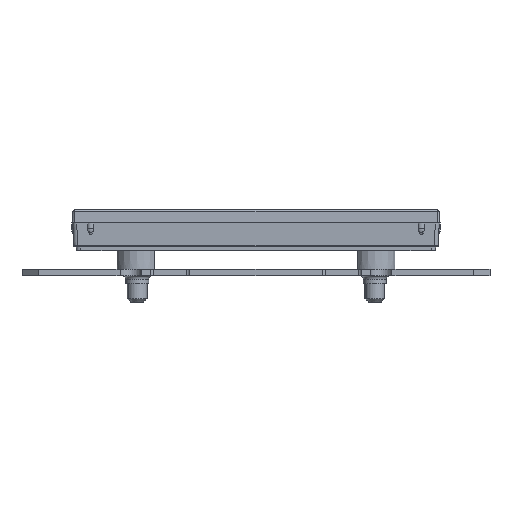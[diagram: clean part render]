
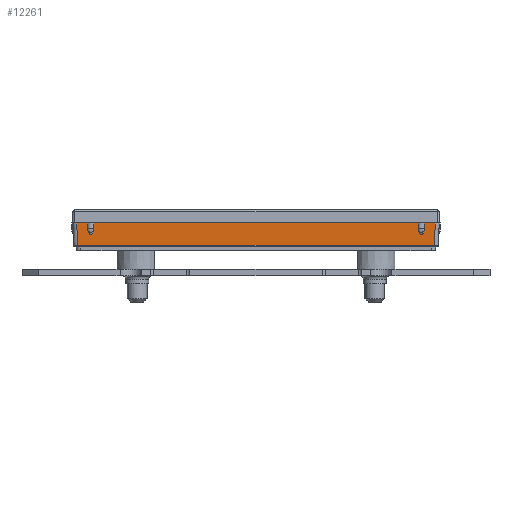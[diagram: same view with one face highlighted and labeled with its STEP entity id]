
A CAD part, front view. The second image highlights one B-rep face of the part: STEP entity #12261.
In plain terms, the highlighted face is planar.
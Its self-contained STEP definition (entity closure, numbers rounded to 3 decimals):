
#2334=DIRECTION('',(-1.,0.,0.));
#2335=VECTOR('',#2334,49.206);
#2336=CARTESIAN_POINT('',(24.603,4.2,27.75));
#2337=LINE('5719',#2336,#2335);
#2390=DIRECTION('',(-1.,0.,0.));
#2391=VECTOR('',#2390,1.653);
#2392=CARTESIAN_POINT('',(-25.497,4.2,27.75));
#2393=LINE('5734',#2392,#2391);
#2472=DIRECTION('',(-1.,0.,0.));
#2473=VECTOR('',#2472,1.653);
#2474=CARTESIAN_POINT('',(27.15,4.2,27.75));
#2475=LINE('5733',#2474,#2473);
#2494=DIRECTION('',(-1.,0.,0.));
#2495=VECTOR('',#2494,54.063);
#2496=CARTESIAN_POINT('',(27.031,0.793,27.631));
#2497=LINE('9411',#2496,#2495);
#2498=DIRECTION('',(-0.035,0.999,0.035));
#2499=VECTOR('',#2498,3.411);
#2500=CARTESIAN_POINT('',(-27.031,0.793,
27.631));
#2501=LINE('9424',#2500,#2499);
#2502=CARTESIAN_POINT('',(-25.497,4.2,27.75));
#2503=CARTESIAN_POINT('',(-25.506,3.933,27.741));
#2504=CARTESIAN_POINT('',(-25.513,3.667,27.731));
#2505=CARTESIAN_POINT('',(-25.521,3.4,27.722));
#2507=CARTESIAN_POINT('',(-25.521,3.4,27.722));
#2508=CARTESIAN_POINT('',(-25.522,3.368,27.721));
#2509=CARTESIAN_POINT('',(-25.522,3.304,27.719));
#2510=CARTESIAN_POINT('',(-25.516,3.21,27.715));
#2511=CARTESIAN_POINT('',(-25.506,3.119,27.712));
#2512=CARTESIAN_POINT('',(-25.491,3.033,27.709));
#2513=CARTESIAN_POINT('',(-25.471,2.952,27.706));
#2514=CARTESIAN_POINT('',(-25.455,2.903,27.705));
#2515=CARTESIAN_POINT('',(-25.447,2.88,27.704));
#2517=CARTESIAN_POINT('',(-24.653,2.88,27.704));
#2518=CARTESIAN_POINT('',(-24.686,2.791,27.701));
#2519=CARTESIAN_POINT('',(-24.753,2.65,27.696));
#2520=CARTESIAN_POINT('',(-24.885,2.469,27.69));
#2521=CARTESIAN_POINT('',(-25.05,2.388,27.687));
#2522=CARTESIAN_POINT('',(-25.215,2.469,27.69));
#2523=CARTESIAN_POINT('',(-25.347,2.65,27.696));
#2524=CARTESIAN_POINT('',(-25.414,2.791,27.701));
#2525=CARTESIAN_POINT('',(-25.447,2.88,27.704));
#2527=CARTESIAN_POINT('',(-24.653,2.88,27.704));
#2528=CARTESIAN_POINT('',(-24.645,2.904,27.705));
#2529=CARTESIAN_POINT('',(-24.629,2.952,27.706));
#2530=CARTESIAN_POINT('',(-24.609,3.033,27.709));
#2531=CARTESIAN_POINT('',(-24.594,3.12,27.712));
#2532=CARTESIAN_POINT('',(-24.584,3.211,27.715));
#2533=CARTESIAN_POINT('',(-24.578,3.304,27.719));
#2534=CARTESIAN_POINT('',(-24.578,3.368,27.721));
#2535=CARTESIAN_POINT('',(-24.579,3.4,27.722));
#2537=CARTESIAN_POINT('',(-24.603,4.2,27.75));
#2538=CARTESIAN_POINT('',(-24.594,3.933,27.741));
#2539=CARTESIAN_POINT('',(-24.587,3.667,27.731));
#2540=CARTESIAN_POINT('',(-24.579,3.4,27.722));
#2542=CARTESIAN_POINT('',(24.603,4.2,27.75));
#2543=CARTESIAN_POINT('',(24.594,3.933,27.741));
#2544=CARTESIAN_POINT('',(24.587,3.667,27.731));
#2545=CARTESIAN_POINT('',(24.579,3.4,27.722));
#2547=CARTESIAN_POINT('',(24.579,3.4,27.722));
#2548=CARTESIAN_POINT('',(24.578,3.368,27.721));
#2549=CARTESIAN_POINT('',(24.578,3.304,27.719));
#2550=CARTESIAN_POINT('',(24.584,3.21,27.715));
#2551=CARTESIAN_POINT('',(24.594,3.119,27.712));
#2552=CARTESIAN_POINT('',(24.609,3.033,27.709));
#2553=CARTESIAN_POINT('',(24.629,2.952,27.706));
#2554=CARTESIAN_POINT('',(24.645,2.903,27.705));
#2555=CARTESIAN_POINT('',(24.653,2.88,27.704));
#2557=CARTESIAN_POINT('',(25.447,2.88,27.704));
#2558=CARTESIAN_POINT('',(25.414,2.791,27.701));
#2559=CARTESIAN_POINT('',(25.347,2.65,27.696));
#2560=CARTESIAN_POINT('',(25.215,2.469,27.69));
#2561=CARTESIAN_POINT('',(25.05,2.388,27.687));
#2562=CARTESIAN_POINT('',(24.885,2.469,27.69));
#2563=CARTESIAN_POINT('',(24.753,2.65,27.696));
#2564=CARTESIAN_POINT('',(24.686,2.791,27.701));
#2565=CARTESIAN_POINT('',(24.653,2.88,27.704));
#2567=CARTESIAN_POINT('',(25.447,2.88,27.704));
#2568=CARTESIAN_POINT('',(25.455,2.904,27.705));
#2569=CARTESIAN_POINT('',(25.471,2.952,27.706));
#2570=CARTESIAN_POINT('',(25.491,3.033,27.709));
#2571=CARTESIAN_POINT('',(25.506,3.12,27.712));
#2572=CARTESIAN_POINT('',(25.516,3.211,27.715));
#2573=CARTESIAN_POINT('',(25.522,3.304,27.719));
#2574=CARTESIAN_POINT('',(25.522,3.368,27.721));
#2575=CARTESIAN_POINT('',(25.521,3.4,27.722));
#2577=CARTESIAN_POINT('',(25.497,4.2,27.75));
#2578=CARTESIAN_POINT('',(25.506,3.933,27.741));
#2579=CARTESIAN_POINT('',(25.513,3.667,27.731));
#2580=CARTESIAN_POINT('',(25.521,3.4,27.722));
#2582=DIRECTION('',(0.035,0.999,0.035));
#2583=VECTOR('',#2582,3.411);
#2584=CARTESIAN_POINT('',(27.031,0.793,27.631));
#2585=LINE('9423',#2584,#2583);
#3496=CARTESIAN_POINT('',(27.031,0.793,27.631));
#3498=CARTESIAN_POINT('',(27.15,4.2,27.75));
#4097=CARTESIAN_POINT('',(-27.15,4.2,27.75));
#8655=VERTEX_POINT('',#4097);
#8656=VERTEX_POINT('',#3498);
#8678=CARTESIAN_POINT('',(24.603,4.2,27.75));
#8679=CARTESIAN_POINT('',(-24.603,4.2,27.75));
#8680=VERTEX_POINT('',#8678);
#8681=VERTEX_POINT('',#8679);
#8714=CARTESIAN_POINT('',(25.497,4.2,27.75));
#8715=VERTEX_POINT('',#8714);
#8716=CARTESIAN_POINT('',(-25.497,4.2,27.75));
#8717=VERTEX_POINT('',#8716);
#8726=VERTEX_POINT('',#2540);
#8727=VERTEX_POINT('',#2505);
#8728=VERTEX_POINT('',#2580);
#8729=VERTEX_POINT('',#2545);
#8730=VERTEX_POINT('',#2527);
#8731=VERTEX_POINT('',#2515);
#8732=VERTEX_POINT('',#2567);
#8733=VERTEX_POINT('',#2555);
#8765=VERTEX_POINT('',#3496);
#8768=CARTESIAN_POINT('',(-27.031,0.793,
27.631));
#8769=VERTEX_POINT('',#8768);
#12225=CARTESIAN_POINT('',(27.75,4.2,27.75));
#12226=DIRECTION('',(0.,0.035,-0.999));
#12227=DIRECTION('',(1.,0.,0.));
#12228=AXIS2_PLACEMENT_3D('',#12225,#12226,#12227);
#12229=PLANE('4609',#12228);
#12231=ORIENTED_EDGE('9411',*,*,#12230,.T.);
#12233=ORIENTED_EDGE('9424',*,*,#12232,.T.);
#12234=ORIENTED_EDGE('5734',*,*,#12089,.F.);
#12236=ORIENTED_EDGE('5746',*,*,#12235,.T.);
#12238=ORIENTED_EDGE('5750',*,*,#12237,.T.);
#12240=ORIENTED_EDGE('5753',*,*,#12239,.F.);
#12242=ORIENTED_EDGE('5749',*,*,#12241,.T.);
#12244=ORIENTED_EDGE('5745',*,*,#12243,.F.);
#12245=ORIENTED_EDGE('5719',*,*,#11978,.F.);
#12247=ORIENTED_EDGE('5748',*,*,#12246,.T.);
#12249=ORIENTED_EDGE('5752',*,*,#12248,.T.);
#12251=ORIENTED_EDGE('5754',*,*,#12250,.F.);
#12253=ORIENTED_EDGE('5751',*,*,#12252,.T.);
#12255=ORIENTED_EDGE('5747',*,*,#12254,.F.);
#12256=ORIENTED_EDGE('5733',*,*,#12200,.F.);
#12258=ORIENTED_EDGE('9423',*,*,#12257,.F.);
#12259=EDGE_LOOP('4609',(#12231,#12233,#12234,#12236,#12238,#12240,#12242,
#12244,#12245,#12247,#12249,#12251,#12253,#12255,#12256,#12258));
#12260=FACE_OUTER_BOUND('4609',#12259,.F.);
#12261=ADVANCED_FACE('4609',(#12260),#12229,.F.);
#2506=B_SPLINE_CURVE_WITH_KNOTS('5746',3,(#2502,#2503,#2504,#2505),
.UNSPECIFIED.,.F.,.F.,(4,4),(0.,1.),.UNSPECIFIED.);
#2516=B_SPLINE_CURVE_WITH_KNOTS('5750',3,(#2507,#2508,#2509,#2510,#2511,#2512,
#2513,#2514,#2515),.UNSPECIFIED.,.F.,.F.,(4,1,1,1,1,1,4),(0.,
0.167,0.333,0.5,0.667,0.833,
1.),.UNSPECIFIED.);
#2526=B_SPLINE_CURVE_WITH_KNOTS('5753',3,(#2517,#2518,#2519,#2520,#2521,#2522,
#2523,#2524,#2525),.UNSPECIFIED.,.F.,.F.,(4,1,1,1,1,1,4),(0.,0.125,0.25,
0.5,0.75,0.875,1.),.UNSPECIFIED.);
#2536=B_SPLINE_CURVE_WITH_KNOTS('5749',3,(#2527,#2528,#2529,#2530,#2531,#2532,
#2533,#2534,#2535),.UNSPECIFIED.,.F.,.F.,(4,1,1,1,1,1,4),(0.,
0.167,0.333,0.5,0.667,0.833,
1.),.UNSPECIFIED.);
#2541=B_SPLINE_CURVE_WITH_KNOTS('5745',3,(#2537,#2538,#2539,#2540),
.UNSPECIFIED.,.F.,.F.,(4,4),(0.,1.),.UNSPECIFIED.);
#2546=B_SPLINE_CURVE_WITH_KNOTS('5748',3,(#2542,#2543,#2544,#2545),
.UNSPECIFIED.,.F.,.F.,(4,4),(0.,1.),.UNSPECIFIED.);
#2556=B_SPLINE_CURVE_WITH_KNOTS('5752',3,(#2547,#2548,#2549,#2550,#2551,#2552,
#2553,#2554,#2555),.UNSPECIFIED.,.F.,.F.,(4,1,1,1,1,1,4),(0.,
0.167,0.333,0.5,0.667,0.833,
1.),.UNSPECIFIED.);
#2566=B_SPLINE_CURVE_WITH_KNOTS('5754',3,(#2557,#2558,#2559,#2560,#2561,#2562,
#2563,#2564,#2565),.UNSPECIFIED.,.F.,.F.,(4,1,1,1,1,1,4),(0.,0.125,0.25,
0.5,0.75,0.875,1.),.UNSPECIFIED.);
#2576=B_SPLINE_CURVE_WITH_KNOTS('5751',3,(#2567,#2568,#2569,#2570,#2571,#2572,
#2573,#2574,#2575),.UNSPECIFIED.,.F.,.F.,(4,1,1,1,1,1,4),(0.,
0.167,0.333,0.5,0.667,0.833,
1.),.UNSPECIFIED.);
#2581=B_SPLINE_CURVE_WITH_KNOTS('5747',3,(#2577,#2578,#2579,#2580),
.UNSPECIFIED.,.F.,.F.,(4,4),(0.,1.),.UNSPECIFIED.);
#11978=EDGE_CURVE('5719',#8680,#8681,#2337,.T.);
#12089=EDGE_CURVE('5734',#8717,#8655,#2393,.T.);
#12200=EDGE_CURVE('5733',#8656,#8715,#2475,.T.);
#12230=EDGE_CURVE('9411',#8765,#8769,#2497,.T.);
#12232=EDGE_CURVE('9424',#8769,#8655,#2501,.T.);
#12235=EDGE_CURVE('5746',#8717,#8727,#2506,.T.);
#12237=EDGE_CURVE('5750',#8727,#8731,#2516,.T.);
#12239=EDGE_CURVE('5753',#8730,#8731,#2526,.T.);
#12241=EDGE_CURVE('5749',#8730,#8726,#2536,.T.);
#12243=EDGE_CURVE('5745',#8681,#8726,#2541,.T.);
#12246=EDGE_CURVE('5748',#8680,#8729,#2546,.T.);
#12248=EDGE_CURVE('5752',#8729,#8733,#2556,.T.);
#12250=EDGE_CURVE('5754',#8732,#8733,#2566,.T.);
#12252=EDGE_CURVE('5751',#8732,#8728,#2576,.T.);
#12254=EDGE_CURVE('5747',#8715,#8728,#2581,.T.);
#12257=EDGE_CURVE('9423',#8765,#8656,#2585,.T.);
